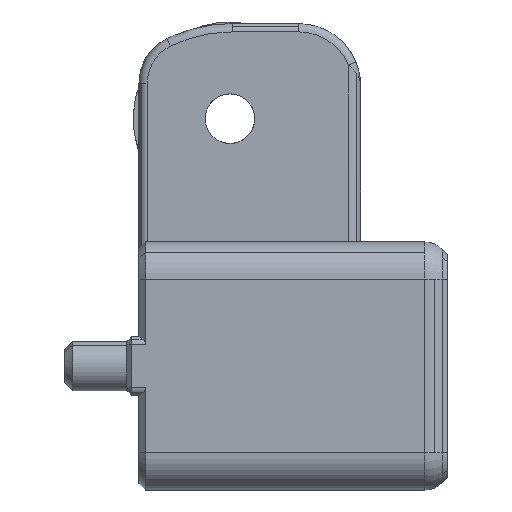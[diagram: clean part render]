
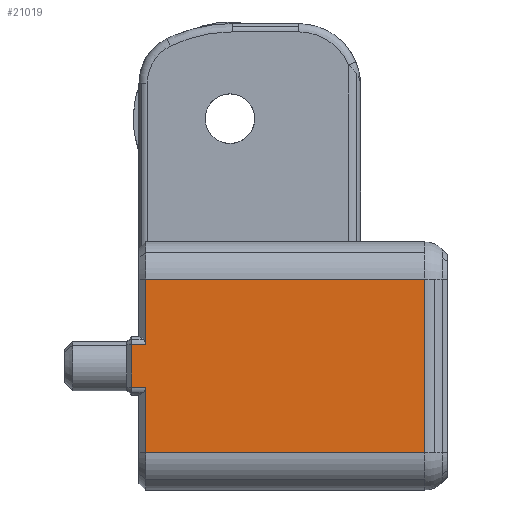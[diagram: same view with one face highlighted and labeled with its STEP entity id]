
A CAD part, left-side view. The second image highlights one B-rep face of the part: STEP entity #21019.
In plain terms, the highlighted planar face has unit normal (-1, 0, 0).
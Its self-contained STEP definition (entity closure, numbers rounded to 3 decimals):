
#227 = ORIENTED_EDGE ( 'NONE', *, *, #1367, .F. ) ;
#279 = CARTESIAN_POINT ( 'NONE',  ( 4.447, 19.501, -358.8 ) ) ;
#343 = VERTEX_POINT ( 'NONE', #2338 ) ;
#1103 = LINE ( 'NONE', #23830, #19961 ) ;
#1108 = LINE ( 'NONE', #2892, #1186 ) ;
#1186 = VECTOR ( 'NONE', #10253, 1000. ) ;
#1308 = EDGE_CURVE ( 'NONE', #13345, #23408, #23973, .T. ) ;
#1367 = EDGE_CURVE ( 'NONE', #16771, #20049, #1103, .T. ) ;
#1633 = VECTOR ( 'NONE', #5739, 1000. ) ;
#2033 = CARTESIAN_POINT ( 'NONE',  ( 4.447, 1.771, -367.8 ) ) ;
#2257 = LINE ( 'NONE', #279, #25556 ) ;
#2338 = CARTESIAN_POINT ( 'NONE',  ( 4.447, 18.651, -357.3 ) ) ;
#2671 = ORIENTED_EDGE ( 'NONE', *, *, #1308, .T. ) ;
#2892 = CARTESIAN_POINT ( 'NONE',  ( 4.447, 17.051, -367.8 ) ) ;
#3266 = EDGE_CURVE ( 'NONE', #27500, #13345, #2257, .T. ) ;
#4256 = LINE ( 'NONE', #6792, #22512 ) ;
#4796 = CARTESIAN_POINT ( 'NONE',  ( 4.447, 21.15, -355.05 ) ) ;
#5198 = CARTESIAN_POINT ( 'NONE',  ( 4.447, 19.15, -357.3 ) ) ;
#5324 = EDGE_LOOP ( 'NONE', ( #13980, #22570, #2671, #15507, #10777, #227, #14580, #18451 ) ) ;
#5562 = DIRECTION ( 'NONE',  ( 0., 0., 1. ) ) ;
#5739 = DIRECTION ( 'NONE',  ( 0., -1., 0. ) ) ;
#6715 = LINE ( 'NONE', #11061, #24110 ) ;
#6792 = CARTESIAN_POINT ( 'NONE',  ( 4.447, 18.651, -354.333 ) ) ;
#7193 = EDGE_CURVE ( 'NONE', #20270, #343, #4256, .T. ) ;
#7683 = DIRECTION ( 'NONE',  ( 0., 0., -1. ) ) ;
#7801 = LINE ( 'NONE', #26219, #18198 ) ;
#8232 = AXIS2_PLACEMENT_3D ( 'NONE', #4796, #20909, #21625 ) ;
#9379 = EDGE_CURVE ( 'NONE', #20270, #27500, #6715, .T. ) ;
#10253 = DIRECTION ( 'NONE',  ( 0., 1., 0. ) ) ;
#10777 = ORIENTED_EDGE ( 'NONE', *, *, #22989, .F. ) ;
#10952 = CARTESIAN_POINT ( 'NONE',  ( 4.447, 18.651, -363.825 ) ) ;
#11061 = CARTESIAN_POINT ( 'NONE',  ( 4.447, 19.051, -361.275 ) ) ;
#11378 = DIRECTION ( 'NONE',  ( 0., 0., -1. ) ) ;
#12999 = CARTESIAN_POINT ( 'NONE',  ( 4.447, 18.651, -361.275 ) ) ;
#13195 = CARTESIAN_POINT ( 'NONE',  ( 4.447, 19.501, -361.275 ) ) ;
#13345 = VERTEX_POINT ( 'NONE', #28724 ) ;
#13980 = ORIENTED_EDGE ( 'NONE', *, *, #9379, .T. ) ;
#14580 = ORIENTED_EDGE ( 'NONE', *, *, #16012, .F. ) ;
#15102 = CARTESIAN_POINT ( 'NONE',  ( 4.447, 19.051, -363.825 ) ) ;
#15507 = ORIENTED_EDGE ( 'NONE', *, *, #27820, .F. ) ;
#15631 = DIRECTION ( 'NONE',  ( 0., 1., 0. ) ) ;
#16012 = EDGE_CURVE ( 'NONE', #343, #16771, #16393, .T. ) ;
#16393 = LINE ( 'NONE', #5198, #28818 ) ;
#16771 = VERTEX_POINT ( 'NONE', #19314 ) ;
#18198 = VECTOR ( 'NONE', #5562, 1000. ) ;
#18451 = ORIENTED_EDGE ( 'NONE', *, *, #7193, .F. ) ;
#19314 = CARTESIAN_POINT ( 'NONE',  ( 4.447, 1.771, -357.3 ) ) ;
#19961 = VECTOR ( 'NONE', #7683, 1000. ) ;
#20049 = VERTEX_POINT ( 'NONE', #2033 ) ;
#20270 = VERTEX_POINT ( 'NONE', #12999 ) ;
#20909 = DIRECTION ( 'NONE',  ( -1., 0., 0. ) ) ;
#21019 = ADVANCED_FACE ( 'NONE', ( #23167 ), #25431, .T. ) ;
#21045 = CARTESIAN_POINT ( 'NONE',  ( 4.447, 18.651, -367.8 ) ) ;
#21625 = DIRECTION ( 'NONE',  ( 0., 0., 1. ) ) ;
#22512 = VECTOR ( 'NONE', #25171, 1000. ) ;
#22570 = ORIENTED_EDGE ( 'NONE', *, *, #3266, .T. ) ;
#22989 = EDGE_CURVE ( 'NONE', #20049, #23646, #1108, .T. ) ;
#23000 = DIRECTION ( 'NONE',  ( 0., -1., 0. ) ) ;
#23167 = FACE_OUTER_BOUND ( 'NONE', #5324, .T. ) ;
#23408 = VERTEX_POINT ( 'NONE', #10952 ) ;
#23646 = VERTEX_POINT ( 'NONE', #21045 ) ;
#23830 = CARTESIAN_POINT ( 'NONE',  ( 4.447, 1.771, -356.925 ) ) ;
#23973 = LINE ( 'NONE', #15102, #1633 ) ;
#24110 = VECTOR ( 'NONE', #15631, 1000. ) ;
#25171 = DIRECTION ( 'NONE',  ( 0., 0., 1. ) ) ;
#25431 = PLANE ( 'NONE',  #8232 ) ;
#25556 = VECTOR ( 'NONE', #11378, 1000. ) ;
#26219 = CARTESIAN_POINT ( 'NONE',  ( 4.447, 18.651, -354.333 ) ) ;
#27500 = VERTEX_POINT ( 'NONE', #13195 ) ;
#27820 = EDGE_CURVE ( 'NONE', #23646, #23408, #7801, .T. ) ;
#28724 = CARTESIAN_POINT ( 'NONE',  ( 4.447, 19.501, -363.825 ) ) ;
#28818 = VECTOR ( 'NONE', #23000, 1000. ) ;
